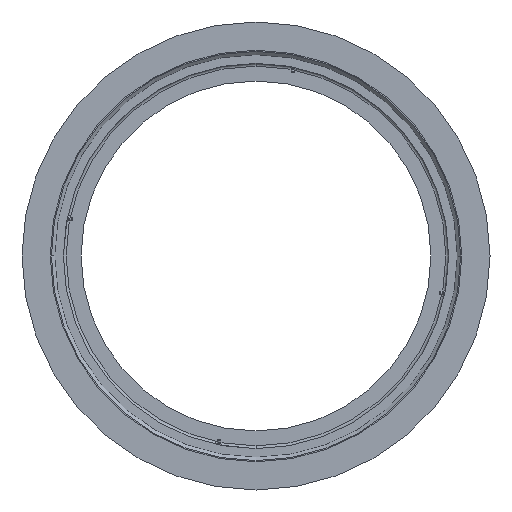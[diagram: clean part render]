
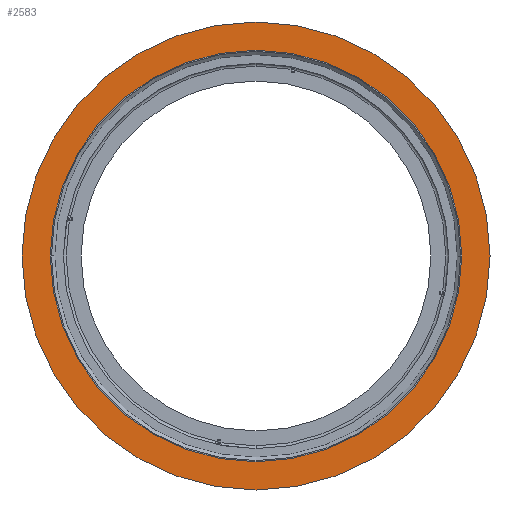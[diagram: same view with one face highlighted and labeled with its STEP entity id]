
A CAD part, front view. The second image highlights one B-rep face of the part: STEP entity #2583.
In plain terms, the highlighted planar face has unit normal (0, -1, 0).
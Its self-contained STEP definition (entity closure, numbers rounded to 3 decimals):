
#49 = FACE_BOUND ( 'NONE', #2272, .T. ) ;
#57 = FACE_OUTER_BOUND ( 'NONE', #2086, .T. ) ;
#78 = CARTESIAN_POINT ( 'NONE',  ( 0., -28., 0. ) ) ;
#311 = DIRECTION ( 'NONE',  ( 0., 0., 1. ) ) ;
#569 = AXIS2_PLACEMENT_3D ( 'NONE', #5419, #7552, #3013 ) ;
#576 = CIRCLE ( 'NONE', #3693, 424. ) ;
#762 = EDGE_CURVE ( 'NONE', #6648, #7288, #576, .T. ) ;
#832 = CARTESIAN_POINT ( 'NONE',  ( 0., -28., 424. ) ) ;
#1034 = AXIS2_PLACEMENT_3D ( 'NONE', #1393, #1384, #311 ) ;
#1384 = DIRECTION ( 'NONE',  ( 0., 1., 0. ) ) ;
#1393 = CARTESIAN_POINT ( 'NONE',  ( 0., -28., 0. ) ) ;
#1665 = CARTESIAN_POINT ( 'NONE',  ( 0., -28., 0. ) ) ;
#1839 = DIRECTION ( 'NONE',  ( 0., 0., 1. ) ) ;
#2086 = EDGE_LOOP ( 'NONE', ( #7653, #2097 ) ) ;
#2097 = ORIENTED_EDGE ( 'NONE', *, *, #6818, .F. ) ;
#2272 = EDGE_LOOP ( 'NONE', ( #7995, #6036 ) ) ;
#2583 = ADVANCED_FACE ( 'NONE', ( #57, #49 ), #6105, .F. ) ;
#2713 = CIRCLE ( 'NONE', #1034, 372.75 ) ;
#2719 = CIRCLE ( 'NONE', #5611, 424. ) ;
#2738 = EDGE_CURVE ( 'NONE', #4652, #3578, #6616, .T. ) ;
#2873 = DIRECTION ( 'NONE',  ( 0., 1., 0. ) ) ;
#3013 = DIRECTION ( 'NONE',  ( 0., 0., 1. ) ) ;
#3578 = VERTEX_POINT ( 'NONE', #6370 ) ;
#3693 = AXIS2_PLACEMENT_3D ( 'NONE', #7964, #7975, #7978 ) ;
#4099 = DIRECTION ( 'NONE',  ( 0., 0., 1. ) ) ;
#4101 = DIRECTION ( 'NONE',  ( 0., 1., 0. ) ) ;
#4206 = EDGE_CURVE ( 'NONE', #3578, #4652, #2713, .T. ) ;
#4652 = VERTEX_POINT ( 'NONE', #7778 ) ;
#5419 = CARTESIAN_POINT ( 'NONE',  ( 0., -28., 372.75 ) ) ;
#5611 = AXIS2_PLACEMENT_3D ( 'NONE', #1665, #2873, #1839 ) ;
#5764 = CARTESIAN_POINT ( 'NONE',  ( 0., -28., -424. ) ) ;
#6036 = ORIENTED_EDGE ( 'NONE', *, *, #4206, .T. ) ;
#6105 = PLANE ( 'NONE',  #569 ) ;
#6370 = CARTESIAN_POINT ( 'NONE',  ( 0., -28., -372.75 ) ) ;
#6616 = CIRCLE ( 'NONE', #7844, 372.75 ) ;
#6648 = VERTEX_POINT ( 'NONE', #832 ) ;
#6818 = EDGE_CURVE ( 'NONE', #7288, #6648, #2719, .T. ) ;
#7288 = VERTEX_POINT ( 'NONE', #5764 ) ;
#7552 = DIRECTION ( 'NONE',  ( 0., 1., 0. ) ) ;
#7653 = ORIENTED_EDGE ( 'NONE', *, *, #762, .F. ) ;
#7778 = CARTESIAN_POINT ( 'NONE',  ( 0., -28., 372.75 ) ) ;
#7844 = AXIS2_PLACEMENT_3D ( 'NONE', #78, #4101, #4099 ) ;
#7964 = CARTESIAN_POINT ( 'NONE',  ( 0., -28., 0. ) ) ;
#7975 = DIRECTION ( 'NONE',  ( 0., 1., 0. ) ) ;
#7978 = DIRECTION ( 'NONE',  ( 0., 0., 1. ) ) ;
#7995 = ORIENTED_EDGE ( 'NONE', *, *, #2738, .T. ) ;
